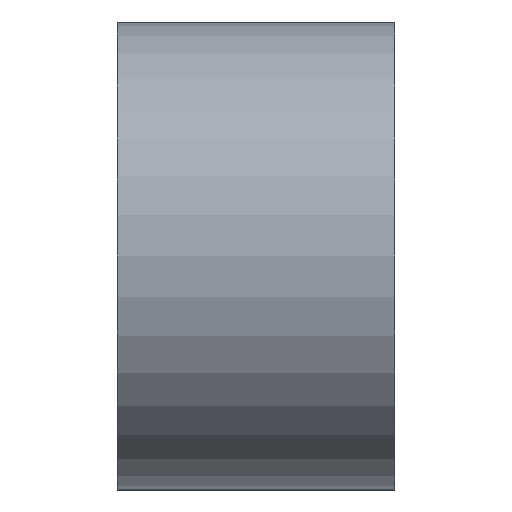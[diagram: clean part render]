
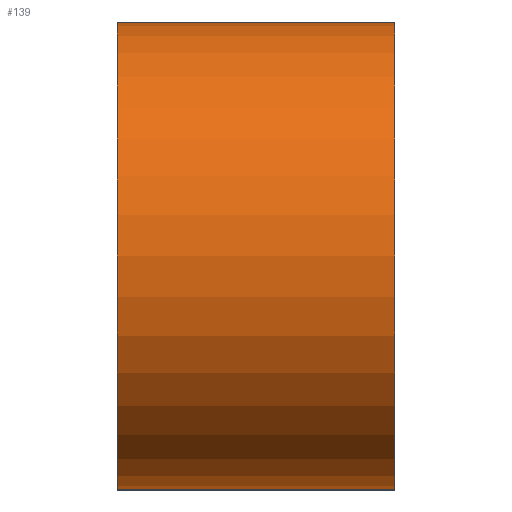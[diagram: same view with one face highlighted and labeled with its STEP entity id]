
A CAD part, left-side view. The second image highlights one B-rep face of the part: STEP entity #139.
In plain terms, the highlighted cylindrical face has radius 10 mm (diameter 20 mm), a partial arc.
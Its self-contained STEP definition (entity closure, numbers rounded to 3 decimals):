
#4 = VERTEX_POINT ( 'NONE', #252 ) ;
#21 = EDGE_CURVE ( 'NONE', #24, #4, #210, .T. ) ;
#24 = VERTEX_POINT ( 'NONE', #219 ) ;
#124 = EDGE_CURVE ( 'NONE', #125, #200, #298, .T. ) ;
#125 = VERTEX_POINT ( 'NONE', #293 ) ;
#129 = ORIENTED_EDGE ( 'NONE', *, *, #124, .T. ) ;
#130 = ORIENTED_EDGE ( 'NONE', *, *, #131, .F. ) ;
#131 = EDGE_CURVE ( 'NONE', #4, #200, #289, .T. ) ;
#132 = ORIENTED_EDGE ( 'NONE', *, *, #21, .F. ) ;
#133 = ORIENTED_EDGE ( 'NONE', *, *, #195, .T. ) ;
#139 = ADVANCED_FACE ( 'NONE', ( #466 ), #495, .T. ) ;
#140 = EDGE_LOOP ( 'NONE', ( #129, #130, #132, #133 ) ) ;
#195 = EDGE_CURVE ( 'NONE', #24, #125, #448, .T. ) ;
#200 = VERTEX_POINT ( 'NONE', #413 ) ;
#206 = DIRECTION ( 'NONE',  ( 0., 0., 1. ) ) ;
#207 = DIRECTION ( 'NONE',  ( 0., 1., 0. ) ) ;
#208 = CARTESIAN_POINT ( 'NONE',  ( 0., 11.87, 0. ) ) ;
#209 = AXIS2_PLACEMENT_3D ( 'NONE', #208, #207, #206 ) ;
#210 = CIRCLE ( 'NONE', #209, 10. ) ;
#219 = CARTESIAN_POINT ( 'NONE',  ( 0., 11.87, -10. ) ) ;
#252 = CARTESIAN_POINT ( 'NONE',  ( 0., 11.87, 10. ) ) ;
#286 = DIRECTION ( 'NONE',  ( 0., -1., 0. ) ) ;
#287 = VECTOR ( 'NONE', #286, 1000. ) ;
#288 = CARTESIAN_POINT ( 'NONE',  ( 0., 11.87, 10. ) ) ;
#289 = LINE ( 'NONE', #288, #287 ) ;
#293 = CARTESIAN_POINT ( 'NONE',  ( 0., 0., -10. ) ) ;
#294 = DIRECTION ( 'NONE',  ( 0., 0., 1. ) ) ;
#295 = DIRECTION ( 'NONE',  ( 0., 1., 0. ) ) ;
#296 = CARTESIAN_POINT ( 'NONE',  ( 0., 0., 0. ) ) ;
#297 = AXIS2_PLACEMENT_3D ( 'NONE', #296, #295, #294 ) ;
#298 = CIRCLE ( 'NONE', #297, 10. ) ;
#413 = CARTESIAN_POINT ( 'NONE',  ( 0., 0., 10. ) ) ;
#439 = AXIS2_PLACEMENT_3D ( 'NONE', #460, #494, #493 ) ;
#447 = CARTESIAN_POINT ( 'NONE',  ( 0., 11.87, -10. ) ) ;
#448 = LINE ( 'NONE', #447, #506 ) ;
#460 = CARTESIAN_POINT ( 'NONE',  ( 0., 11.87, 0. ) ) ;
#466 = FACE_OUTER_BOUND ( 'NONE', #140, .T. ) ;
#493 = DIRECTION ( 'NONE',  ( 0., 0., -1. ) ) ;
#494 = DIRECTION ( 'NONE',  ( 0., -1., 0. ) ) ;
#495 = CYLINDRICAL_SURFACE ( 'NONE', #439, 10. ) ;
#505 = DIRECTION ( 'NONE',  ( 0., -1., 0. ) ) ;
#506 = VECTOR ( 'NONE', #505, 1000. ) ;
